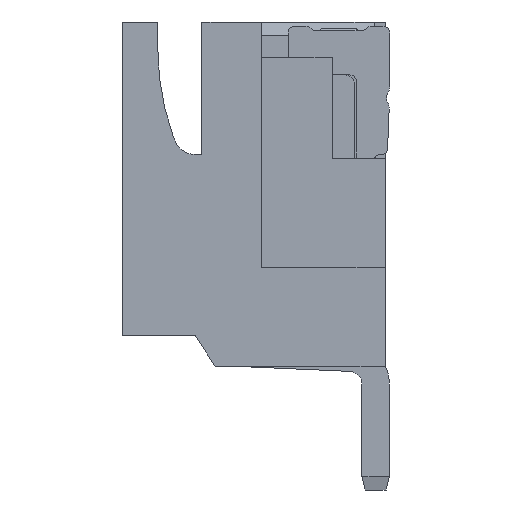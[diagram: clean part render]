
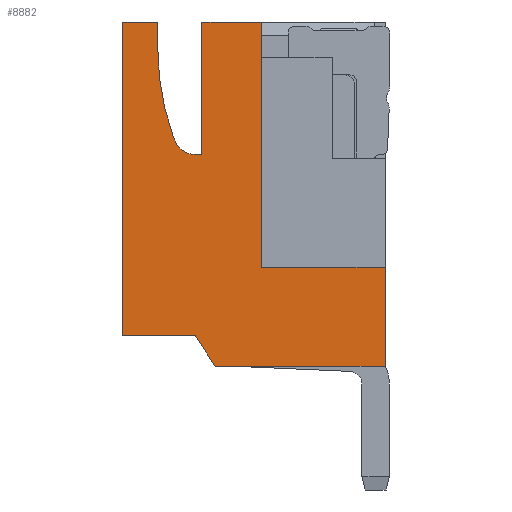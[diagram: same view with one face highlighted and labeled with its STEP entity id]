
A CAD part, left-side view. The second image highlights one B-rep face of the part: STEP entity #8882.
In plain terms, the highlighted planar face has unit normal (-1, 0, 0).
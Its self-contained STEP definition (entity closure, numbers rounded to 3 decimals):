
#1=DIRECTION('',(0.,0.541,0.841));
#2=VECTOR('',#1,0.832);
#3=CARTESIAN_POINT('',(1.25,-2.1,-7.8));
#4=LINE('',#3,#2);
#5=CARTESIAN_POINT('',(1.25,-6.622,-0.6));
#6=DIRECTION('',(-1.,0.,0.));
#7=DIRECTION('',(0.,1.,0.));
#8=AXIS2_PLACEMENT_3D('',#5,#6,#7);
#10=DIRECTION('',(0.,-0.342,-0.94));
#11=VECTOR('',#10,0.085);
#12=CARTESIAN_POINT('',(1.25,-1.151,-2.591));
#13=LINE('',#12,#11);
#14=CARTESIAN_POINT('',(1.25,-1.65,-2.5));
#15=DIRECTION('',(-1.,0.,0.));
#16=DIRECTION('',(0.,0.94,-0.342));
#17=AXIS2_PLACEMENT_3D('',#14,#15,#16);
#19=DIRECTION('',(0.,0.,1.));
#20=VECTOR('',#19,5.55);
#21=CARTESIAN_POINT('',(1.25,-3.15,-5.55));
#22=LINE('',#21,#20);
#31=DIRECTION('',(0.,1.,0.));
#32=VECTOR('',#31,1.35);
#33=CARTESIAN_POINT('',(1.25,-3.15,0.));
#34=LINE('',#33,#32);
#989=DIRECTION('',(0.,0.,-1.));
#990=VECTOR('',#989,3.);
#991=CARTESIAN_POINT('',(1.25,-1.8,0.));
#992=LINE('',#991,#990);
#993=DIRECTION('',(0.,1.,0.));
#994=VECTOR('',#993,0.15);
#995=CARTESIAN_POINT('',(1.25,-1.8,-3.));
#996=LINE('',#995,#994);
#1066=DIRECTION('',(0.,0.,1.));
#1067=VECTOR('',#1066,0.6);
#1068=CARTESIAN_POINT('',(1.25,-0.8,-0.6));
#1069=LINE('',#1068,#1067);
#1137=DIRECTION('',(0.,0.,-1.));
#1138=VECTOR('',#1137,7.1);
#1139=CARTESIAN_POINT('',(1.25,0.,0.));
#1140=LINE('',#1139,#1138);
#1341=DIRECTION('',(0.,1.,0.));
#1342=VECTOR('',#1341,0.8);
#1343=CARTESIAN_POINT('',(1.25,-0.8,0.));
#1344=LINE('',#1343,#1342);
#1349=DIRECTION('',(0.,-1.,0.));
#1350=VECTOR('',#1349,1.65);
#1351=CARTESIAN_POINT('',(1.25,0.,-7.1));
#1352=LINE('',#1351,#1350);
#1705=DIRECTION('',(0.,-1.,0.));
#1706=VECTOR('',#1705,3.85);
#1707=CARTESIAN_POINT('',(1.25,-2.1,-7.8));
#1708=LINE('',#1707,#1706);
#1717=DIRECTION('',(0.,0.,1.));
#1718=VECTOR('',#1717,2.25);
#1719=CARTESIAN_POINT('',(1.25,-5.95,-7.8));
#1720=LINE('',#1719,#1718);
#1962=DIRECTION('',(0.,1.,0.));
#1963=VECTOR('',#1962,2.8);
#1964=CARTESIAN_POINT('',(1.25,-5.95,-5.55));
#1965=LINE('',#1964,#1963);
#6757=CARTESIAN_POINT('',(1.25,-5.95,-5.55));
#6758=CARTESIAN_POINT('',(1.25,-3.15,-5.55));
#6759=VERTEX_POINT('',#6757);
#6760=VERTEX_POINT('',#6758);
#6761=CARTESIAN_POINT('',(1.25,-5.95,-7.8));
#6762=VERTEX_POINT('',#6761);
#6763=CARTESIAN_POINT('',(1.25,-2.1,-7.8));
#6764=VERTEX_POINT('',#6763);
#6765=CARTESIAN_POINT('',(1.25,-1.65,-7.1));
#6766=VERTEX_POINT('',#6765);
#6767=CARTESIAN_POINT('',(1.25,0.,-7.1));
#6768=VERTEX_POINT('',#6767);
#6769=CARTESIAN_POINT('',(1.25,0.,0.));
#6770=VERTEX_POINT('',#6769);
#6771=CARTESIAN_POINT('',(1.25,-0.8,0.));
#6772=VERTEX_POINT('',#6771);
#6773=CARTESIAN_POINT('',(1.25,-0.8,-0.6));
#6774=VERTEX_POINT('',#6773);
#6775=CARTESIAN_POINT('',(1.25,-1.151,-2.591));
#6776=VERTEX_POINT('',#6775);
#6777=CARTESIAN_POINT('',(1.25,-1.18,-2.671));
#6778=VERTEX_POINT('',#6777);
#6779=CARTESIAN_POINT('',(1.25,-1.65,-3.));
#6780=VERTEX_POINT('',#6779);
#6781=CARTESIAN_POINT('',(1.25,-1.8,-3.));
#6782=VERTEX_POINT('',#6781);
#6783=CARTESIAN_POINT('',(1.25,-1.8,0.));
#6784=VERTEX_POINT('',#6783);
#6785=CARTESIAN_POINT('',(1.25,-3.15,0.));
#6786=VERTEX_POINT('',#6785);
#8845=CARTESIAN_POINT('',(1.25,-2.975,-3.9));
#8846=DIRECTION('',(1.,0.,0.));
#8847=DIRECTION('',(0.,-1.,0.));
#8848=AXIS2_PLACEMENT_3D('',#8845,#8846,#8847);
#8849=PLANE('',#8848);
#8851=ORIENTED_EDGE('',*,*,#8850,.F.);
#8853=ORIENTED_EDGE('',*,*,#8852,.F.);
#8855=ORIENTED_EDGE('',*,*,#8854,.F.);
#8857=ORIENTED_EDGE('',*,*,#8856,.F.);
#8859=ORIENTED_EDGE('',*,*,#8858,.T.);
#8861=ORIENTED_EDGE('',*,*,#8860,.F.);
#8863=ORIENTED_EDGE('',*,*,#8862,.F.);
#8865=ORIENTED_EDGE('',*,*,#8864,.F.);
#8867=ORIENTED_EDGE('',*,*,#8866,.F.);
#8869=ORIENTED_EDGE('',*,*,#8868,.T.);
#8871=ORIENTED_EDGE('',*,*,#8870,.T.);
#8873=ORIENTED_EDGE('',*,*,#8872,.T.);
#8875=ORIENTED_EDGE('',*,*,#8874,.F.);
#8877=ORIENTED_EDGE('',*,*,#8876,.F.);
#8879=ORIENTED_EDGE('',*,*,#8878,.F.);
#8880=EDGE_LOOP('',(#8851,#8853,#8855,#8857,#8859,#8861,#8863,#8865,#8867,#8869,
#8871,#8873,#8875,#8877,#8879));
#8881=FACE_OUTER_BOUND('',#8880,.F.);
#9=CIRCLE('',#8,5.822);
#18=CIRCLE('',#17,0.5);
#8850=EDGE_CURVE('',#6760,#6786,#22,.T.);
#8852=EDGE_CURVE('',#6759,#6760,#1965,.T.);
#8854=EDGE_CURVE('',#6762,#6759,#1720,.T.);
#8856=EDGE_CURVE('',#6764,#6762,#1708,.T.);
#8858=EDGE_CURVE('',#6764,#6766,#4,.T.);
#8860=EDGE_CURVE('',#6768,#6766,#1352,.T.);
#8862=EDGE_CURVE('',#6770,#6768,#1140,.T.);
#8864=EDGE_CURVE('',#6772,#6770,#1344,.T.);
#8866=EDGE_CURVE('',#6774,#6772,#1069,.T.);
#8868=EDGE_CURVE('',#6774,#6776,#9,.T.);
#8870=EDGE_CURVE('',#6776,#6778,#13,.T.);
#8872=EDGE_CURVE('',#6778,#6780,#18,.T.);
#8874=EDGE_CURVE('',#6782,#6780,#996,.T.);
#8876=EDGE_CURVE('',#6784,#6782,#992,.T.);
#8878=EDGE_CURVE('',#6786,#6784,#34,.T.);
#8882=ADVANCED_FACE('',(#8881),#8849,.F.);
